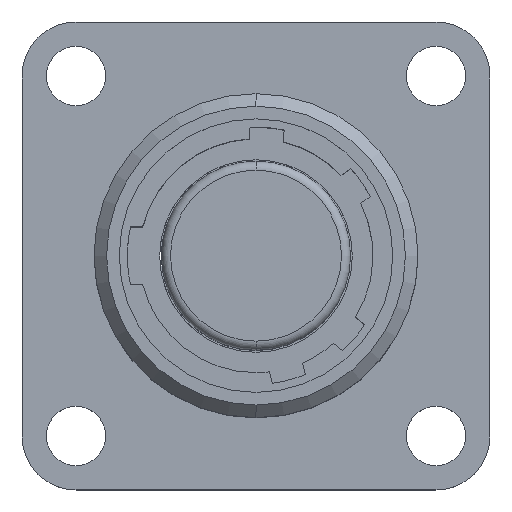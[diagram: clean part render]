
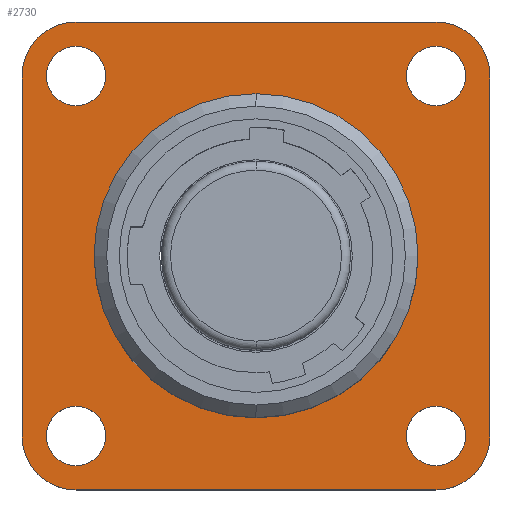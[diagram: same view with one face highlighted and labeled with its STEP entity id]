
A CAD part, top view. The second image highlights one B-rep face of the part: STEP entity #2730.
In plain terms, the highlighted planar face has unit normal (0, 0, 1).
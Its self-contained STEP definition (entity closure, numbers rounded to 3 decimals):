
#1230=CARTESIAN_POINT('',(0.,16.325,3.1));
#1240=DIRECTION('',(-0.,-0.,-1.));
#1250=DIRECTION('',(0.,-1.,0.));
#1260=AXIS2_PLACEMENT_3D('',#1230,#1240,#1250);
#1270=PLANE('',#1260);
#1280=CARTESIAN_POINT('',(10.,10.,3.1));
#1290=DIRECTION('',(0.,0.,1.));
#1300=DIRECTION('',(0.,-1.,0.));
#1310=AXIS2_PLACEMENT_3D('',#1280,#1290,#1300);
#1320=CIRCLE('',#1310,1.65);
#1330=CARTESIAN_POINT('',(10.,8.35,3.1));
#1340=VERTEX_POINT('',#1330);
#1350=CARTESIAN_POINT('',(10.,11.65,3.1));
#1360=VERTEX_POINT('',#1350);
#1370=EDGE_CURVE('',#1340,#1360,#1320,.T.);
#1380=ORIENTED_EDGE('',*,*,#1370,.F.);
#1390=EDGE_CURVE('',#1360,#1340,#1320,.T.);
#1400=ORIENTED_EDGE('',*,*,#1390,.F.);
#1410=EDGE_LOOP('',(#1400,#1380));
#1420=FACE_BOUND('',#1410,.T.);
#1430=CARTESIAN_POINT('',(-10.,-10.,3.1));
#1440=DIRECTION('',(0.,0.,1.));
#1450=DIRECTION('',(0.,-1.,0.));
#1460=AXIS2_PLACEMENT_3D('',#1430,#1440,#1450);
#1470=CIRCLE('',#1460,1.65);
#1480=CARTESIAN_POINT('',(-10.,-11.65,3.1));
#1490=VERTEX_POINT('',#1480);
#1500=CARTESIAN_POINT('',(-10.,-8.35,3.1));
#1510=VERTEX_POINT('',#1500);
#1520=EDGE_CURVE('',#1490,#1510,#1470,.T.);
#1530=ORIENTED_EDGE('',*,*,#1520,.F.);
#1540=EDGE_CURVE('',#1510,#1490,#1470,.T.);
#1550=ORIENTED_EDGE('',*,*,#1540,.F.);
#1560=EDGE_LOOP('',(#1550,#1530));
#1570=FACE_BOUND('',#1560,.T.);
#1580=CARTESIAN_POINT('',(10.,-10.,3.1));
#1590=DIRECTION('',(0.,0.,1.));
#1600=DIRECTION('',(0.,-1.,0.));
#1610=AXIS2_PLACEMENT_3D('',#1580,#1590,#1600);
#1620=CIRCLE('',#1610,1.65);
#1630=CARTESIAN_POINT('',(10.,-11.65,3.1));
#1640=VERTEX_POINT('',#1630);
#1650=CARTESIAN_POINT('',(10.,-8.35,3.1));
#1660=VERTEX_POINT('',#1650);
#1670=EDGE_CURVE('',#1640,#1660,#1620,.T.);
#1680=ORIENTED_EDGE('',*,*,#1670,.F.);
#1690=EDGE_CURVE('',#1660,#1640,#1620,.T.);
#1700=ORIENTED_EDGE('',*,*,#1690,.F.);
#1710=EDGE_LOOP('',(#1700,#1680));
#1720=FACE_BOUND('',#1710,.T.);
#1730=CARTESIAN_POINT('',(0.,0.,3.1));
#1740=DIRECTION('',(0.,0.,1.));
#1750=DIRECTION('',(0.,1.,0.));
#1760=AXIS2_PLACEMENT_3D('',#1730,#1740,#1750);
#1770=CIRCLE('',#1760,9.);
#1780=CARTESIAN_POINT('',(0.,9.,3.1));
#1790=VERTEX_POINT('',#1780);
#1800=CARTESIAN_POINT('',(0.,-9.,3.1));
#1810=VERTEX_POINT('',#1800);
#1820=EDGE_CURVE('',#1790,#1810,#1770,.T.);
#1830=ORIENTED_EDGE('',*,*,#1820,.F.);
#1840=EDGE_CURVE('',#1810,#1790,#1770,.T.);
#1850=ORIENTED_EDGE('',*,*,#1840,.F.);
#1860=EDGE_LOOP('',(#1850,#1830));
#1870=FACE_BOUND('',#1860,.T.);
#1880=CARTESIAN_POINT('',(-10.,10.,3.1));
#1890=DIRECTION('',(0.,0.,1.));
#1900=DIRECTION('',(0.,-1.,0.));
#1910=AXIS2_PLACEMENT_3D('',#1880,#1890,#1900);
#1920=CIRCLE('',#1910,1.65);
#1930=CARTESIAN_POINT('',(-10.,8.35,3.1));
#1940=VERTEX_POINT('',#1930);
#1950=CARTESIAN_POINT('',(-10.,11.65,3.1));
#1960=VERTEX_POINT('',#1950);
#1970=EDGE_CURVE('',#1940,#1960,#1920,.T.);
#1980=ORIENTED_EDGE('',*,*,#1970,.F.);
#1990=EDGE_CURVE('',#1960,#1940,#1920,.T.);
#2000=ORIENTED_EDGE('',*,*,#1990,.F.);
#2010=EDGE_LOOP('',(#2000,#1980));
#2020=FACE_BOUND('',#2010,.T.);
#2030=CARTESIAN_POINT('',(-10.,10.,3.1));
#2040=DIRECTION('',(0.,0.,-1.));
#2050=DIRECTION('',(0.,-1.,0.));
#2060=AXIS2_PLACEMENT_3D('',#2030,#2040,#2050);
#2070=CIRCLE('',#2060,3.);
#2080=CARTESIAN_POINT('',(-13.,10.,3.1));
#2090=VERTEX_POINT('',#2080);
#2100=CARTESIAN_POINT('',(-10.,13.,3.1));
#2110=VERTEX_POINT('',#2100);
#2120=EDGE_CURVE('',#2090,#2110,#2070,.T.);
#2130=ORIENTED_EDGE('',*,*,#2120,.F.);
#2140=CARTESIAN_POINT('',(0.,13.,3.1));
#2150=DIRECTION('',(1.,0.,0.));
#2160=VECTOR('',#2150,1.);
#2170=LINE('',#2140,#2160);
#2180=CARTESIAN_POINT('',(10.,13.,3.1));
#2190=VERTEX_POINT('',#2180);
#2200=EDGE_CURVE('',#2110,#2190,#2170,.T.);
#2210=ORIENTED_EDGE('',*,*,#2200,.F.);
#2220=CARTESIAN_POINT('',(10.,10.,3.1));
#2230=DIRECTION('',(0.,0.,-1.));
#2240=DIRECTION('',(0.,-1.,0.));
#2250=AXIS2_PLACEMENT_3D('',#2220,#2230,#2240);
#2260=CIRCLE('',#2250,3.);
#2270=CARTESIAN_POINT('',(13.,10.,3.1));
#2280=VERTEX_POINT('',#2270);
#2290=EDGE_CURVE('',#2190,#2280,#2260,.T.);
#2300=ORIENTED_EDGE('',*,*,#2290,.F.);
#2310=CARTESIAN_POINT('',(13.,0.,3.1));
#2320=DIRECTION('',(0.,-1.,0.));
#2330=VECTOR('',#2320,1.);
#2340=LINE('',#2310,#2330);
#2350=CARTESIAN_POINT('',(13.,-10.,3.1));
#2360=VERTEX_POINT('',#2350);
#2370=EDGE_CURVE('',#2280,#2360,#2340,.T.);
#2380=ORIENTED_EDGE('',*,*,#2370,.F.);
#2390=CARTESIAN_POINT('',(10.,-10.,3.1));
#2400=DIRECTION('',(0.,0.,1.));
#2410=DIRECTION('',(0.,1.,0.));
#2420=AXIS2_PLACEMENT_3D('',#2390,#2400,#2410);
#2430=CIRCLE('',#2420,3.);
#2440=CARTESIAN_POINT('',(10.,-13.,3.1));
#2450=VERTEX_POINT('',#2440);
#2460=EDGE_CURVE('',#2450,#2360,#2430,.T.);
#2470=ORIENTED_EDGE('',*,*,#2460,.T.);
#2480=CARTESIAN_POINT('',(0.,-13.,3.1));
#2490=DIRECTION('',(-1.,0.,0.));
#2500=VECTOR('',#2490,1.);
#2510=LINE('',#2480,#2500);
#2520=CARTESIAN_POINT('',(-10.,-13.,3.1));
#2530=VERTEX_POINT('',#2520);
#2540=EDGE_CURVE('',#2450,#2530,#2510,.T.);
#2550=ORIENTED_EDGE('',*,*,#2540,.F.);
#2560=CARTESIAN_POINT('',(-10.,-10.,3.1));
#2570=DIRECTION('',(0.,0.,1.));
#2580=DIRECTION('',(0.,1.,0.));
#2590=AXIS2_PLACEMENT_3D('',#2560,#2570,#2580);
#2600=CIRCLE('',#2590,3.);
#2610=CARTESIAN_POINT('',(-13.,-10.,3.1));
#2620=VERTEX_POINT('',#2610);
#2630=EDGE_CURVE('',#2620,#2530,#2600,.T.);
#2640=ORIENTED_EDGE('',*,*,#2630,.T.);
#2650=CARTESIAN_POINT('',(-13.,0.,3.1));
#2660=DIRECTION('',(0.,1.,0.));
#2670=VECTOR('',#2660,1.);
#2680=LINE('',#2650,#2670);
#2690=EDGE_CURVE('',#2620,#2090,#2680,.T.);
#2700=ORIENTED_EDGE('',*,*,#2690,.F.);
#2710=EDGE_LOOP('',(#2700,#2640,#2550,#2470,#2380,#2300,#2210,#2130));
#2720=FACE_OUTER_BOUND('',#2710,.T.);
#2730=ADVANCED_FACE('',(#1420,#1570,#1720,#1870,#2020,#2720),#1270,.F.);
